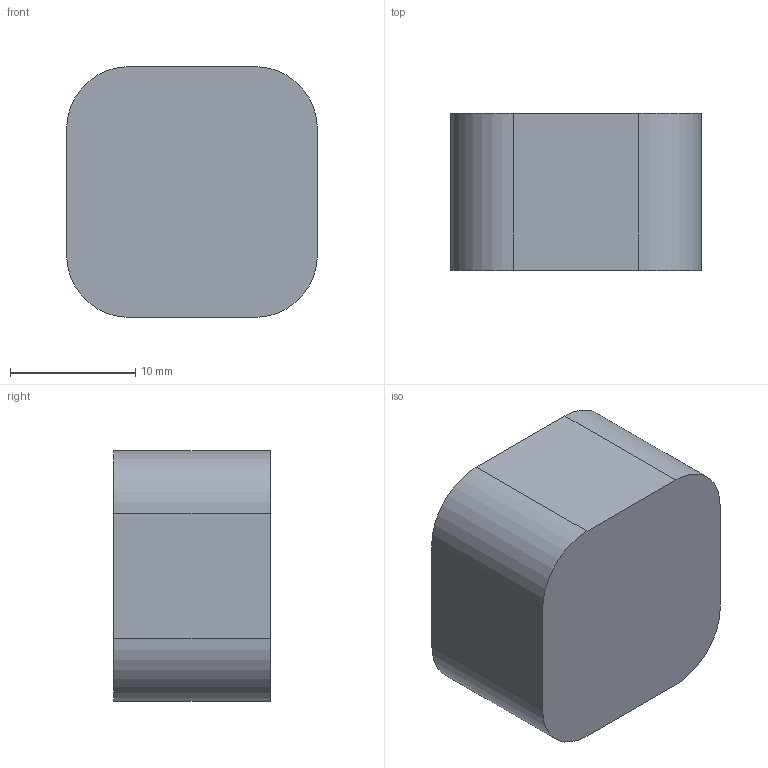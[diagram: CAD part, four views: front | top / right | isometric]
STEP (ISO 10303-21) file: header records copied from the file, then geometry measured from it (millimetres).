
FILE_DESCRIPTION (( 'STEP AP214' ), '1' );
FILE_NAME ('CWbeta_red.STEP', '2019-08-21T17:06:59', ( '' ), ( '' ), 'SwSTEP 2.0', 'SolidWorks 2019', '' );
FILE_SCHEMA (( 'AUTOMOTIVE_DESIGN' ));
Length unit declared in the file: millimetre
Products named in the file (1): CWbeta_red
Bounding box: 20 x 12.5 x 20 mm (x, y, z)
Volume: 3351.3 mm3; surface area: 2936.5 mm2
Topology: 1 solids, 1 shells, 180 faces, 516 edges, 344 vertices
Faces by surface type: cylinder 128, plane 52
Entity records: 7994 total; most frequent: DIRECTION 1142, CARTESIAN_POINT 1041, ORIENTED_EDGE 1032, EDGE_CURVE 516, AXIS2_PLACEMENT_3D 445, VERTEX_POINT 344, CIRCLE 264, LINE 252
